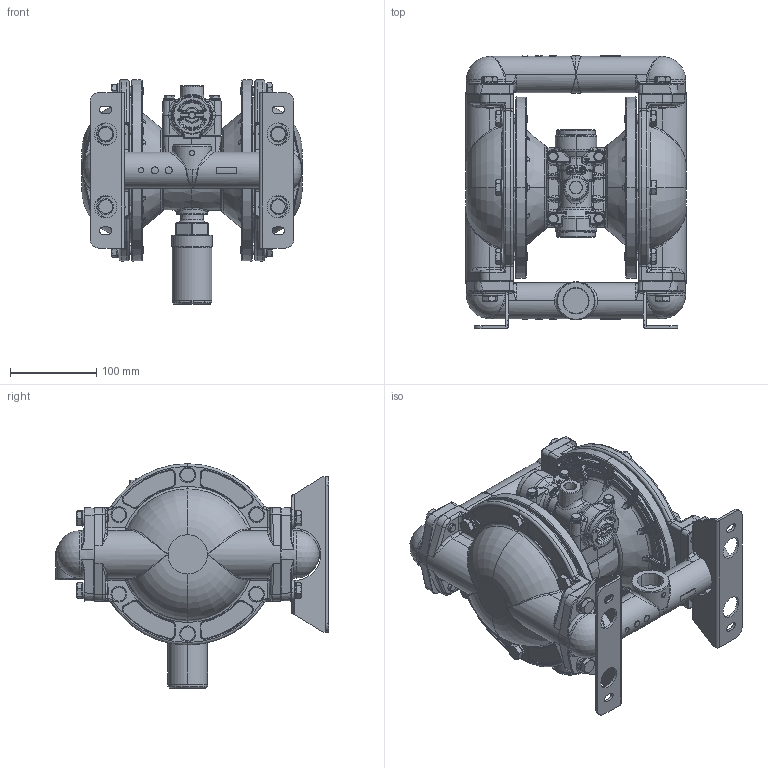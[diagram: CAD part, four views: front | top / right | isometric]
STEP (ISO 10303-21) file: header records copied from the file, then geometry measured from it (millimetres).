
FILE_DESCRIPTION (( 'STEP AP203' ), '1' );
FILE_NAME ('G25AN11_Demo model.STEP', '2023-08-22T21:56:00', ( '' ), ( '' ), 'SwSTEP 2.0', 'SolidWorks 2023', '' );
FILE_SCHEMA (( 'CONFIG_CONTROL_DESIGN' ));
Length unit declared in the file: millimetre
Products named in the file (1): G25AN11_Demo model
Bounding box: 255.18 x 316.07 x 259.96 mm (x, y, z)
Volume: 5655010.1 mm3; surface area: 479361.9 mm2
Topology: 1 solids, 10 shells, 4419 faces, 10446 edges, 6052 vertices
Faces by surface type: bspline 1423, plane 1079, cylinder 789, torus 634, cone 428, sphere 66
Entity records: 198567 total; most frequent: CARTESIAN_POINT 108072, ORIENTED_EDGE 20624, DIRECTION 16813, EDGE_CURVE 10312, AXIS2_PLACEMENT_3D 7089, VERTEX_POINT 6052, EDGE_LOOP 4608, FACE_OUTER_BOUND 4419
